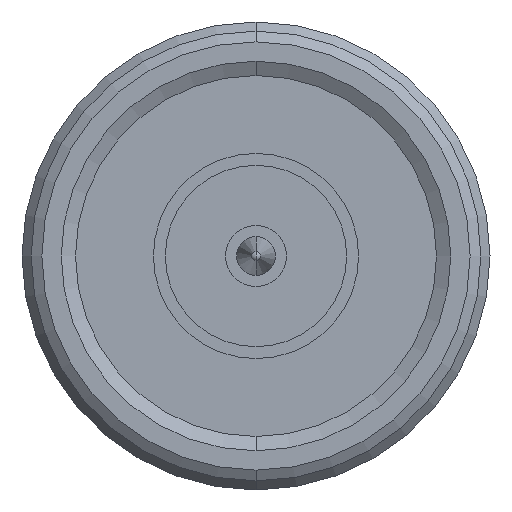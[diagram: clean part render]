
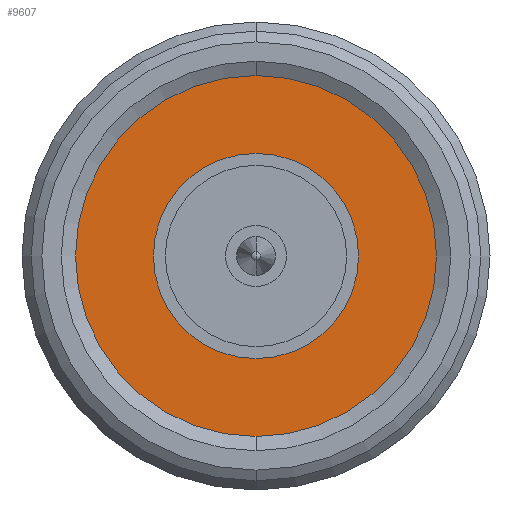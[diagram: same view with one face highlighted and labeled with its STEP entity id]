
A CAD part, left-side view. The second image highlights one B-rep face of the part: STEP entity #9607.
In plain terms, the highlighted face is planar.
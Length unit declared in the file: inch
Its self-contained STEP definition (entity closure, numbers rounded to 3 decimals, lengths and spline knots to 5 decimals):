
#170 = DIRECTION ( 'NONE',  ( 0., 0., 1. ) ) ;
#400 = CARTESIAN_POINT ( 'NONE',  ( 0.0218, 0., 0.35915 ) ) ;
#406 = CIRCLE ( 'NONE', #11852, 0.17268 ) ;
#911 = DIRECTION ( 'NONE',  ( 0., 0., -1. ) ) ;
#954 = ORIENTED_EDGE ( 'NONE', *, *, #11096, .T. ) ;
#2150 = ORIENTED_EDGE ( 'NONE', *, *, #8512, .T. ) ;
#2432 = VERTEX_POINT ( 'NONE', #10903 ) ;
#2577 = CIRCLE ( 'NONE', #8506, 0.17268 ) ;
#2601 = DIRECTION ( 'NONE',  ( 0., 0., 1. ) ) ;
#2617 = CIRCLE ( 'NONE', #11549, 0.35915 ) ;
#2848 = VERTEX_POINT ( 'NONE', #7577 ) ;
#3660 = VERTEX_POINT ( 'NONE', #400 ) ;
#3759 = DIRECTION ( 'NONE',  ( 0., 0., 1. ) ) ;
#4014 = DIRECTION ( 'NONE',  ( -1., 0., 0. ) ) ;
#4505 = PLANE ( 'NONE',  #5297 ) ;
#4797 = AXIS2_PLACEMENT_3D ( 'NONE', #5750, #4014, #170 ) ;
#5267 = DIRECTION ( 'NONE',  ( -1., 0., 0. ) ) ;
#5297 = AXIS2_PLACEMENT_3D ( 'NONE', #11934, #11046, #911 ) ;
#5435 = EDGE_LOOP ( 'NONE', ( #2150, #954 ) ) ;
#5750 = CARTESIAN_POINT ( 'NONE',  ( 0.0218, 0., 0. ) ) ;
#6007 = CARTESIAN_POINT ( 'NONE',  ( 0.0218, 0., -0.35915 ) ) ;
#6357 = DIRECTION ( 'NONE',  ( 0., 0., 1. ) ) ;
#6823 = FACE_OUTER_BOUND ( 'NONE', #10094, .T. ) ;
#7366 = ORIENTED_EDGE ( 'NONE', *, *, #7411, .F. ) ;
#7411 = EDGE_CURVE ( 'NONE', #8849, #3660, #9219, .T. ) ;
#7577 = CARTESIAN_POINT ( 'NONE',  ( 0.0218, 0., 0.17268 ) ) ;
#8058 = ORIENTED_EDGE ( 'NONE', *, *, #9829, .F. ) ;
#8204 = CARTESIAN_POINT ( 'NONE',  ( 0.0218, 0., 0. ) ) ;
#8337 = CARTESIAN_POINT ( 'NONE',  ( 0.0218, 0., 0. ) ) ;
#8506 = AXIS2_PLACEMENT_3D ( 'NONE', #8204, #5267, #2601 ) ;
#8512 = EDGE_CURVE ( 'NONE', #2848, #2432, #406, .T. ) ;
#8849 = VERTEX_POINT ( 'NONE', #6007 ) ;
#9219 = CIRCLE ( 'NONE', #4797, 0.35915 ) ;
#9472 = FACE_BOUND ( 'NONE', #5435, .T. ) ;
#9607 = ADVANCED_FACE ( 'NONE', ( #9472, #6823 ), #4505, .T. ) ;
#9829 = EDGE_CURVE ( 'NONE', #3660, #8849, #2617, .T. ) ;
#10094 = EDGE_LOOP ( 'NONE', ( #8058, #7366 ) ) ;
#10195 = CARTESIAN_POINT ( 'NONE',  ( 0.0218, 0., 0. ) ) ;
#10235 = DIRECTION ( 'NONE',  ( -1., 0., 0. ) ) ;
#10291 = DIRECTION ( 'NONE',  ( -1., 0., 0. ) ) ;
#10903 = CARTESIAN_POINT ( 'NONE',  ( 0.0218, 0., -0.17268 ) ) ;
#11046 = DIRECTION ( 'NONE',  ( 1., 0., 0. ) ) ;
#11096 = EDGE_CURVE ( 'NONE', #2432, #2848, #2577, .T. ) ;
#11549 = AXIS2_PLACEMENT_3D ( 'NONE', #10195, #10235, #6357 ) ;
#11852 = AXIS2_PLACEMENT_3D ( 'NONE', #8337, #10291, #3759 ) ;
#11934 = CARTESIAN_POINT ( 'NONE',  ( 0.0218, 0., 0. ) ) ;
